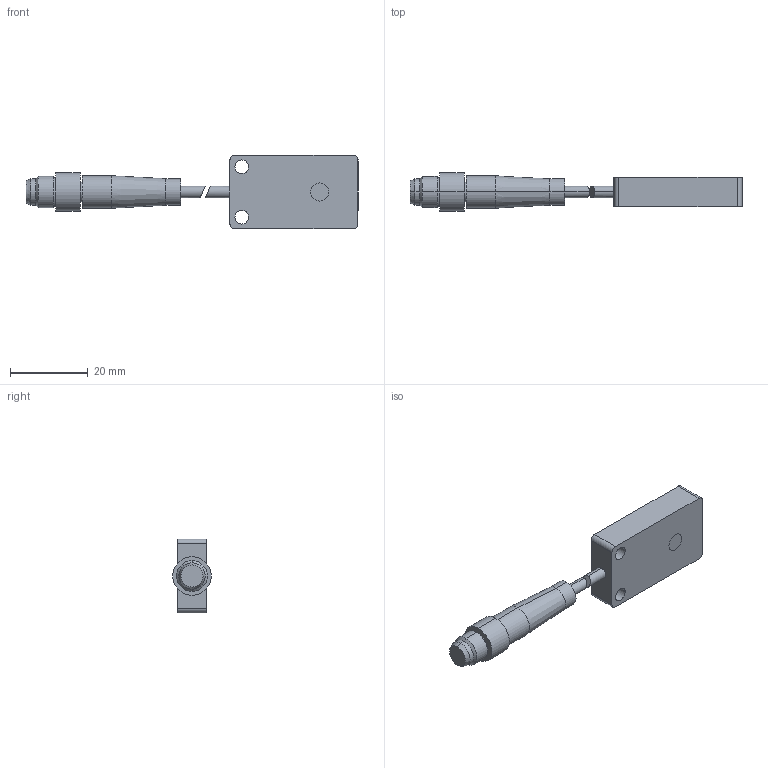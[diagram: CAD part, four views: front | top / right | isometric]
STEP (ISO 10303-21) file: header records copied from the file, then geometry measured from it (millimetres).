
FILE_DESCRIPTION(('starvars output'),'2;1');
FILE_NAME('cv20200406052828000007658.stp','05:28:28 2020/04/06',( 'Thomas Industrial Network Germany GmbH'),( 'Thomas Industrial Network Germany GmbH'),'unknown preprocess','ACIS' ,'unknown authorization');
FILE_SCHEMA(('AUTOMOTIVE_DESIGN_CC2 {UNKNOWN IMPLEMENTATION LEVEL}'));
Length unit declared in the file: millimetre
Products named in the file (1): PRODUCT_ID_1
Bounding box: 85.6 x 9.91 x 19.05 mm (x, y, z)
Volume: 6745 mm3; surface area: 3480.3 mm2
Topology: 2 solids, 2 shells, 52 faces, 114 edges, 72 vertices
Faces by surface type: cylinder 26, plane 18, cone 8
Entity records: 1736 total; most frequent: ORIENTED_EDGE 228, CARTESIAN_POINT 198, DIRECTION 195, EDGE_CURVE 114, VERTEX_POINT 72, AXIS2_PLACEMENT_3D 69, EDGE_LOOP 62, FACE_BOUND 62
